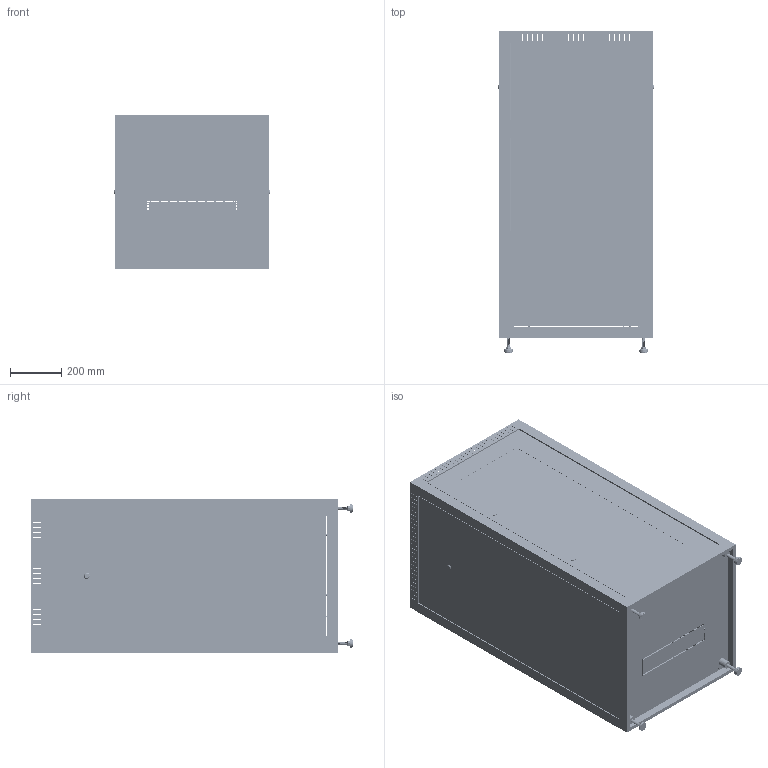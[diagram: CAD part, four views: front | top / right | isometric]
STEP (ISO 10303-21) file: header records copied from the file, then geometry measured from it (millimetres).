
FILE_DESCRIPTION (( 'STEP AP214' ), '1' );
FILE_NAME ('ITK LINEA E 600x600_24U_DverStekl-Me.STEP', '2018-12-24T11:03:19', ( '' ), ( '' ), 'SwSTEP 2.0', 'SolidWorks 2014', '' );
FILE_SCHEMA (( 'AUTOMOTIVE_DESIGN' ));
Length unit declared in the file: millimetre
Products named in the file (15): Profil 19_-01; Dver_Me_24U; 岓臍 119.30.02 栺樏鋋_24U; ﾎ魵瑙韃; Îñíîâàíèå â ñáîðå; ITK LINEA E 600x600_24U_DverStekl-Me; Îïîðà LF-80; Panel_Bok_-01; 拟屦黖24; Stoika_-01; êðûøà; Äâåðü â ñáîðå_24; Gaika; Bok_profil_-00; Vint (1)_01
Assembly tree (59 placements, depth 3):
  ITK LINEA E 600x600_24U_DverStekl-Me
    Îñíîâàíèå â ñáîðå
      ﾎ魵瑙韃
      Îïîðà LF-80  x4
    Stoika_-01  x4
    êðûøà
    Panel_Bok_-01  x2
    Äâåðü â ñáîðå_24
      拟屦黖24
      岓臍 119.30.02 栺樏鋋_24U
    Dver_Me_24U
    Gaika  x16
    Bok_profil_-00  x4
    Vint (1)_01  x18
    Profil 19_-01  x4
Bounding box: 607 x 1255.1 x 601.1 mm (x, y, z)
Volume: 7516887.4 mm3; surface area: 10436128.9 mm2
Topology: 57 solids, 57 shells, 8524 faces, 23270 edges, 14892 vertices
Faces by surface type: plane 6532, cylinder 1696, bspline 216, sphere 60, cone 12, torus 8
Entity records: 101293 total; most frequent: CARTESIAN_POINT 21801, ORIENTED_EDGE 16410, DIRECTION 15376, EDGE_CURVE 8205, LINE 6760, VECTOR 6760, VERTEX_POINT 5412, AXIS2_PLACEMENT_3D 4308
